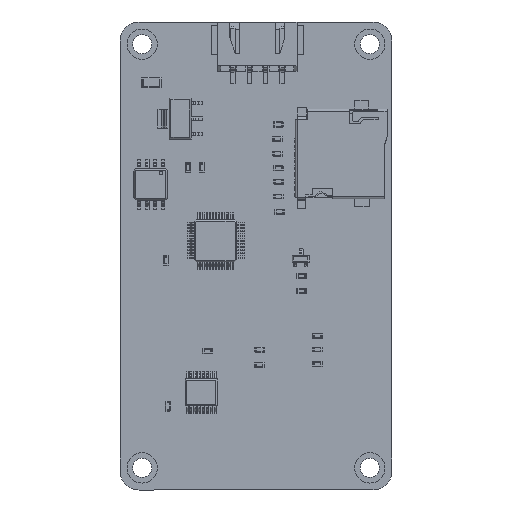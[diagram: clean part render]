
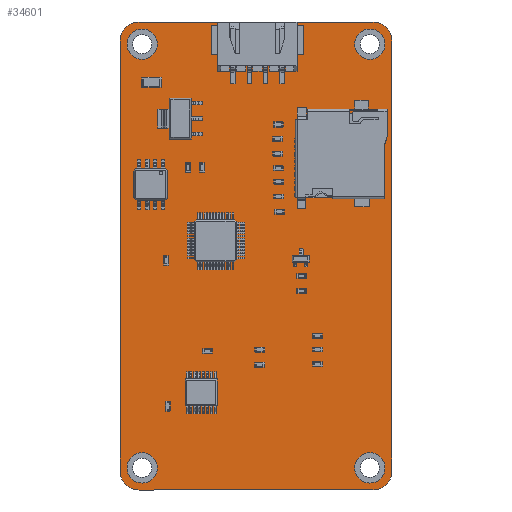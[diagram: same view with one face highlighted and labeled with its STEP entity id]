
A CAD part, front view. The second image highlights one B-rep face of the part: STEP entity #34601.
In plain terms, the highlighted planar face has unit normal (0, -1, 0).
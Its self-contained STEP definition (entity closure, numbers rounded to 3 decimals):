
#574=PLANE('',#36987);
#2008=LINE('',#50566,#5993);
#2012=LINE('',#50578,#5997);
#2016=LINE('',#50590,#6001);
#2020=LINE('',#50601,#6005);
#5993=VECTOR('',#40192,10.);
#5997=VECTOR('',#40204,10.);
#6001=VECTOR('',#40216,10.);
#6005=VECTOR('',#40228,10.);
#9980=FACE_BOUND('',#12098,.T.);
#9981=FACE_BOUND('',#12099,.T.);
#9982=FACE_BOUND('',#12100,.T.);
#9983=FACE_BOUND('',#12101,.T.);
#10059=FACE_OUTER_BOUND('',#12097,.T.);
#12097=EDGE_LOOP('',(#23780,#23781,#23782,#23783,#23784,#23785,#23786,#23787));
#12098=EDGE_LOOP('',(#23788));
#12099=EDGE_LOOP('',(#23789));
#12100=EDGE_LOOP('',(#23790));
#12101=EDGE_LOOP('',(#23791));
#14187=CIRCLE('',#36961,1.6);
#14189=CIRCLE('',#36964,1.6);
#14191=CIRCLE('',#36967,1.6);
#14193=CIRCLE('',#36970,1.6);
#14194=CIRCLE('',#36972,3.);
#14196=CIRCLE('',#36976,3.);
#14198=CIRCLE('',#36980,3.);
#14200=CIRCLE('',#36984,3.);
#15307=VERTEX_POINT('',#50538);
#15309=VERTEX_POINT('',#50543);
#15311=VERTEX_POINT('',#50548);
#15313=VERTEX_POINT('',#50553);
#15314=VERTEX_POINT('',#50556);
#15315=VERTEX_POINT('',#50557);
#15318=VERTEX_POINT('',#50565);
#15320=VERTEX_POINT('',#50571);
#15322=VERTEX_POINT('',#50577);
#15324=VERTEX_POINT('',#50583);
#15326=VERTEX_POINT('',#50589);
#15328=VERTEX_POINT('',#50595);
#18630=EDGE_CURVE('',#15307,#15307,#14187,.T.);
#18632=EDGE_CURVE('',#15309,#15309,#14189,.T.);
#18634=EDGE_CURVE('',#15311,#15311,#14191,.T.);
#18636=EDGE_CURVE('',#15313,#15313,#14193,.T.);
#18637=EDGE_CURVE('',#15314,#15315,#14194,.T.);
#18641=EDGE_CURVE('',#15315,#15318,#2008,.T.);
#18644=EDGE_CURVE('',#15318,#15320,#14196,.T.);
#18647=EDGE_CURVE('',#15320,#15322,#2012,.T.);
#18650=EDGE_CURVE('',#15322,#15324,#14198,.T.);
#18653=EDGE_CURVE('',#15324,#15326,#2016,.T.);
#18656=EDGE_CURVE('',#15326,#15328,#14200,.T.);
#18659=EDGE_CURVE('',#15328,#15314,#2020,.T.);
#23780=ORIENTED_EDGE('',*,*,#18659,.T.);
#23781=ORIENTED_EDGE('',*,*,#18637,.T.);
#23782=ORIENTED_EDGE('',*,*,#18641,.T.);
#23783=ORIENTED_EDGE('',*,*,#18644,.T.);
#23784=ORIENTED_EDGE('',*,*,#18647,.T.);
#23785=ORIENTED_EDGE('',*,*,#18650,.T.);
#23786=ORIENTED_EDGE('',*,*,#18653,.T.);
#23787=ORIENTED_EDGE('',*,*,#18656,.T.);
#23788=ORIENTED_EDGE('',*,*,#18630,.T.);
#23789=ORIENTED_EDGE('',*,*,#18632,.T.);
#23790=ORIENTED_EDGE('',*,*,#18634,.T.);
#23791=ORIENTED_EDGE('',*,*,#18636,.T.);
#34601=ADVANCED_FACE('',(#10059,#9980,#9981,#9982,#9983),#574,.T.);
#36961=AXIS2_PLACEMENT_3D('',#50539,#40162,#40163);
#36964=AXIS2_PLACEMENT_3D('',#50544,#40168,#40169);
#36967=AXIS2_PLACEMENT_3D('',#50549,#40174,#40175);
#36970=AXIS2_PLACEMENT_3D('',#50554,#40180,#40181);
#36972=AXIS2_PLACEMENT_3D('',#50558,#40184,#40185);
#36976=AXIS2_PLACEMENT_3D('',#50572,#40197,#40198);
#36980=AXIS2_PLACEMENT_3D('',#50584,#40209,#40210);
#36984=AXIS2_PLACEMENT_3D('',#50596,#40221,#40222);
#36987=AXIS2_PLACEMENT_3D('',#50603,#40230,#40231);
#40162=DIRECTION('center_axis',(0.,1.,0.));
#40163=DIRECTION('ref_axis',(1.,0.,0.));
#40168=DIRECTION('center_axis',(0.,1.,0.));
#40169=DIRECTION('ref_axis',(1.,0.,0.));
#40174=DIRECTION('center_axis',(0.,1.,0.));
#40175=DIRECTION('ref_axis',(1.,0.,0.));
#40180=DIRECTION('center_axis',(0.,1.,0.));
#40181=DIRECTION('ref_axis',(1.,0.,0.));
#40184=DIRECTION('center_axis',(0.,-1.,0.));
#40185=DIRECTION('ref_axis',(0.,0.,1.));
#40192=DIRECTION('',(1.,0.,0.));
#40197=DIRECTION('center_axis',(0.,-1.,0.));
#40198=DIRECTION('ref_axis',(-1.,0.,0.));
#40204=DIRECTION('',(0.,0.,1.));
#40209=DIRECTION('center_axis',(0.,-1.,0.));
#40210=DIRECTION('ref_axis',(0.,0.,-1.));
#40216=DIRECTION('',(-1.,0.,0.));
#40221=DIRECTION('center_axis',(0.,-1.,0.));
#40222=DIRECTION('ref_axis',(1.,0.,0.));
#40228=DIRECTION('',(0.,0.,-1.));
#40230=DIRECTION('center_axis',(0.,-1.,0.));
#40231=DIRECTION('ref_axis',(0.,0.,-1.));
#50538=CARTESIAN_POINT('',(-8.4,0.,-54.332));
#50539=CARTESIAN_POINT('Origin',(-6.8,0.,-54.332));
#50543=CARTESIAN_POINT('',(27.6,0.,-54.332));
#50544=CARTESIAN_POINT('Origin',(29.2,0.,-54.332));
#50548=CARTESIAN_POINT('',(27.6,0.,12.668));
#50549=CARTESIAN_POINT('Origin',(29.2,0.,12.668));
#50553=CARTESIAN_POINT('',(-8.4,0.,12.668));
#50554=CARTESIAN_POINT('Origin',(-6.8,0.,12.668));
#50556=CARTESIAN_POINT('',(-10.3,0.,-54.832));
#50557=CARTESIAN_POINT('',(-7.3,0.,-57.832));
#50558=CARTESIAN_POINT('Origin',(-7.3,0.,-54.832));
#50565=CARTESIAN_POINT('',(29.7,0.,-57.832));
#50566=CARTESIAN_POINT('',(-7.3,0.,-57.832));
#50571=CARTESIAN_POINT('',(32.7,0.,-54.832));
#50572=CARTESIAN_POINT('Origin',(29.7,0.,-54.832));
#50577=CARTESIAN_POINT('',(32.7,0.,13.168));
#50578=CARTESIAN_POINT('',(32.7,0.,-54.832));
#50583=CARTESIAN_POINT('',(29.7,0.,16.168));
#50584=CARTESIAN_POINT('Origin',(29.7,0.,13.168));
#50589=CARTESIAN_POINT('',(-7.3,0.,16.168));
#50590=CARTESIAN_POINT('',(29.7,0.,16.168));
#50595=CARTESIAN_POINT('',(-10.3,0.,13.168));
#50596=CARTESIAN_POINT('Origin',(-7.3,0.,13.168));
#50601=CARTESIAN_POINT('',(-10.3,0.,13.168));
#50603=CARTESIAN_POINT('Origin',(11.2,0.,-20.832));
